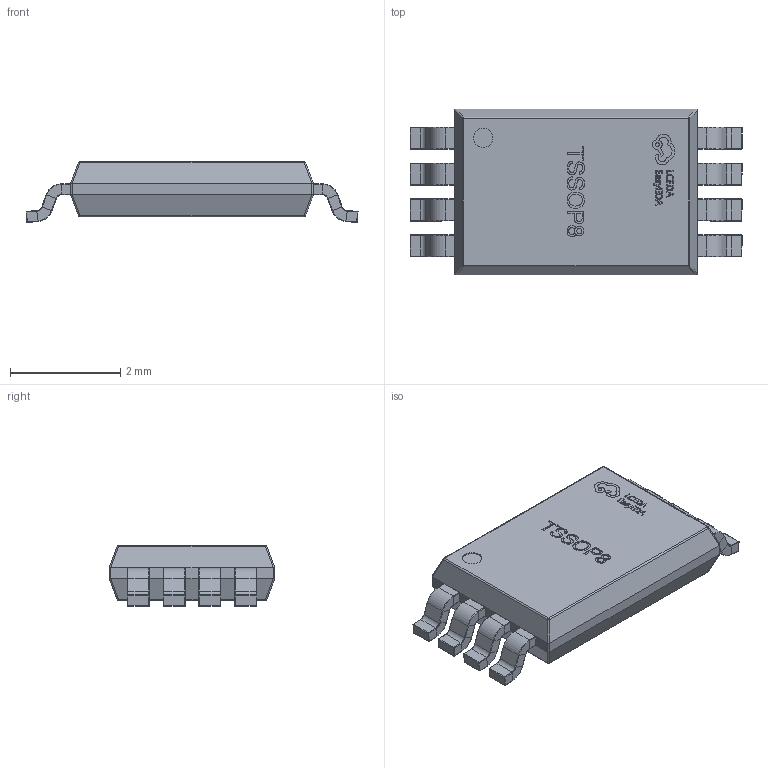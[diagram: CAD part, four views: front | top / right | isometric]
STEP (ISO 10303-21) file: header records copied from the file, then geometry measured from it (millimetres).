
FILE_DESCRIPTION (( 'STEP AP214' ), '1' );
FILE_NAME ('TSSOP-8_L3.0-W4.4-H1.0-LS6.4-P0.65.step', '2022-07-26T10:53:28', ( '' ), ( '' ), 'SwSTEP 2.0', 'SolidWorks 2020', '' );
FILE_SCHEMA (( 'AUTOMOTIVE_DESIGN' ));
Length unit declared in the file: millimetre
Products named in the file (1): TSSOP-8_L3.0-W4.4-H1.0-LS6.4-P0.65
Bounding box: 6.01 x 3 x 1.1 mm (x, y, z)
Volume: 13 mm3; surface area: 48.9 mm2
Topology: 22 solids, 22 shells, 845 faces, 1997 edges, 1198 vertices
Faces by surface type: plane 371, cylinder 182, bspline 180, torus 64, sphere 48
Entity records: 37657 total; most frequent: CARTESIAN_POINT 10013, ORIENTED_EDGE 3930, DIRECTION 3337, EDGE_CURVE 1965, VERTEX_POINT 1182, VECTOR 1149, LINE 1149, AXIS2_PLACEMENT_3D 1094
